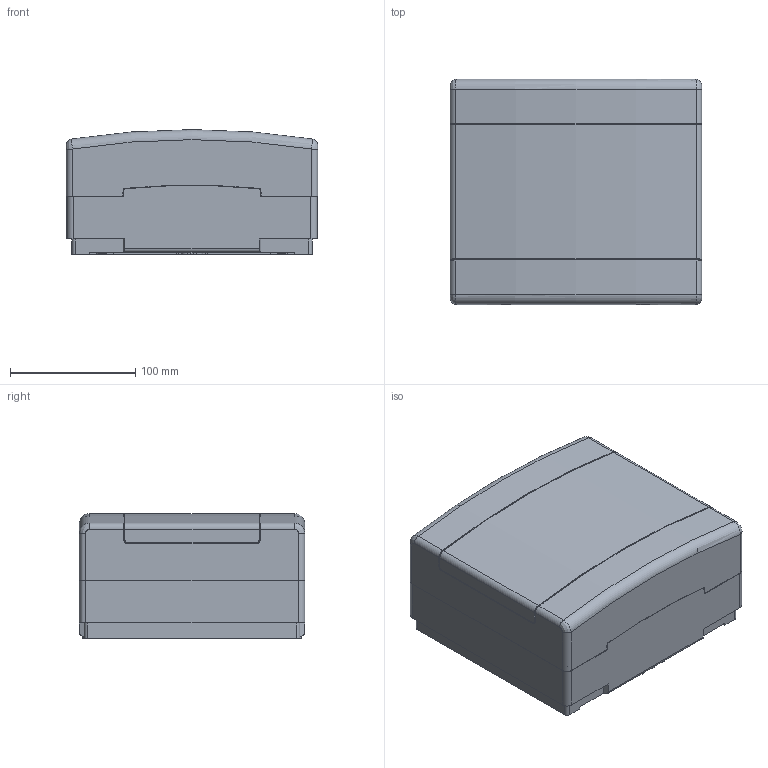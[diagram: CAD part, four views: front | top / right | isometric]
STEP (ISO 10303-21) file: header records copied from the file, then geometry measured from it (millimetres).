
FILE_DESCRIPTION((''),'2;1');
FILE_NAME('GW40043_ASM','2021-08-03T16:04:48',('user'),('Axiro Italia'),'CREO PARAMETRIC BY PTC INC, 2020354','CREO PARAMETRIC BY PTC INC, 2020354','');
FILE_SCHEMA(('CONFIG_CONTROL_DESIGN'));
Length unit declared in the file: millimetre
Products named in the file (4): GW40043_SCATOLA_OR; GW40043_COPERCHIO_OR; GUIDA_DIN_8; GW40043_ASM
Assembly tree (3 placements, depth 2):
  GW40043_ASM
    GW40043_SCATOLA_OR
    GW40043_COPERCHIO_OR
    GUIDA_DIN_8
Bounding box: 201 x 180 x 99.65 mm (x, y, z)
Volume: 698199.5 mm3; surface area: 397719.1 mm2
Topology: 3 solids, 4 shells, 1028 faces, 2870 edges, 1882 vertices
Faces by surface type: plane 755, cylinder 201, cone 50, torus 10, bspline 8, sphere 4
Entity records: 33806 total; most frequent: CARTESIAN_POINT 6928, ORIENTED_EDGE 5732, DIRECTION 5452, EDGE_CURVE 2866, VECTOR 2112, LINE 2112, VERTEX_POINT 1882, AXIS2_PLACEMENT_3D 1670
